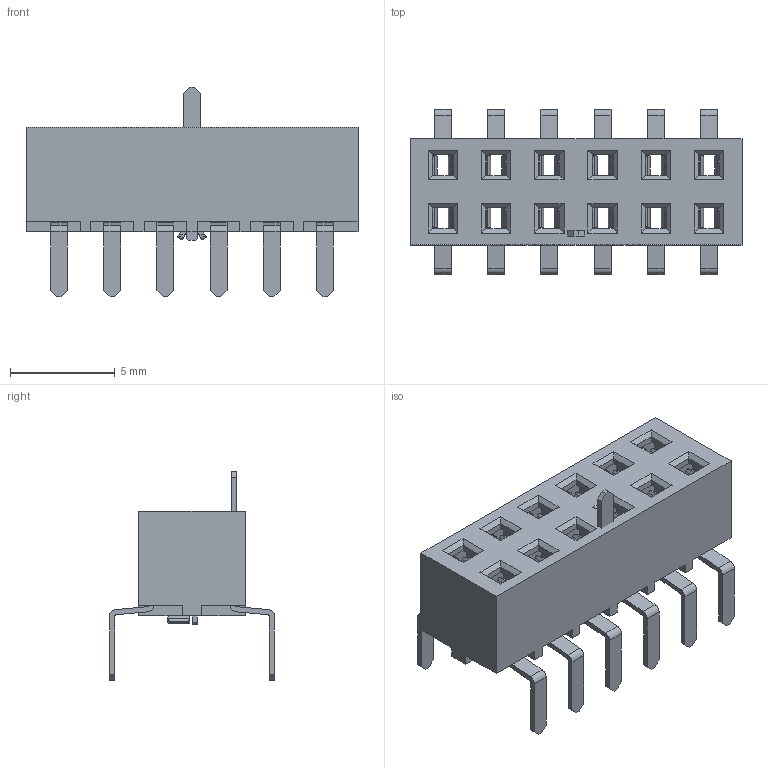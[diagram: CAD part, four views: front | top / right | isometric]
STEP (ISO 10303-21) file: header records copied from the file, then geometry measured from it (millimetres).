
FILE_DESCRIPTION( ( 'Unknown' ), '1' );
FILE_NAME( '613012216921.stp', 'Unknown', ( 'Unknown' ), ( 'Unknown' ), 'PSStep 14.0', 'Unknown', ' ' );
FILE_SCHEMA( ( 'AUTOMOTIVE_DESIGN { 1 0 10303 214 1 1 1 1 }' ) );
Length unit declared in the file: millimetre
Products named in the file (3): Assem1; 6130xx216921_PIN; 613012216921
Bounding box: 15.84 x 7.87 x 10 mm (x, y, z)
Volume: 471.7 mm3; surface area: 1972.8 mm2
Topology: 15 solids, 15 shells, 1310 faces, 3484 edges, 2204 vertices
Faces by surface type: plane 894, cylinder 416
Entity records: 9708 total; most frequent: CARTESIAN_POINT 1398, ORIENTED_EDGE 1328, DIRECTION 1232, EDGE_CURVE 664, LINE 596, VECTOR 596, VERTEX_POINT 420, AXIS2_PLACEMENT_3D 318
